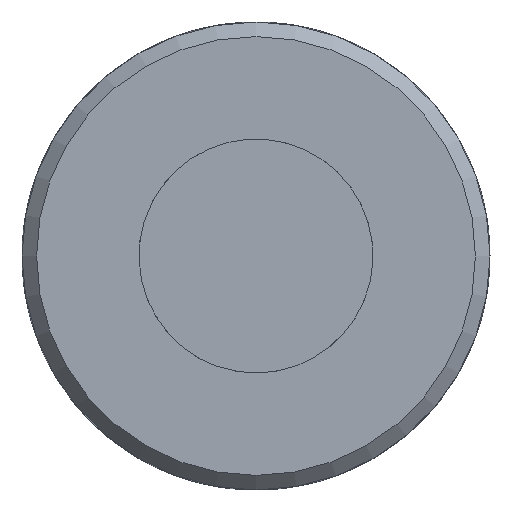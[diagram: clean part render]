
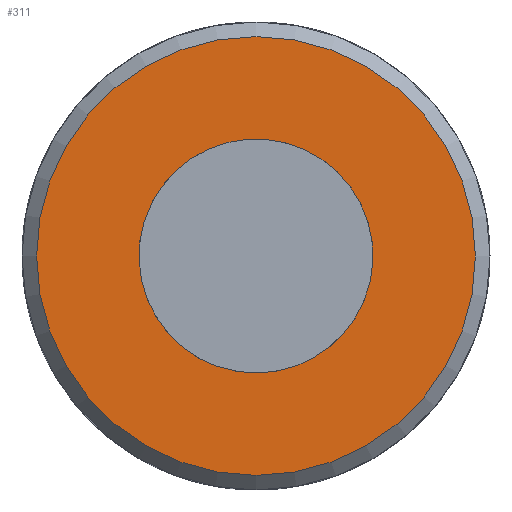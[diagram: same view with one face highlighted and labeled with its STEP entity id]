
A CAD part, left-side view. The second image highlights one B-rep face of the part: STEP entity #311.
In plain terms, the highlighted planar face has unit normal (-1, 0, 0).
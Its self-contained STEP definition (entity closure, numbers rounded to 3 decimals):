
#311 = ADVANCED_FACE( '', ( #614, #615 ), #616, .F. );
#614 = FACE_OUTER_BOUND( '', #900, .T. );
#615 = FACE_BOUND( '', #901, .T. );
#616 = PLANE( '', #902 );
#900 = EDGE_LOOP( '', ( #1447 ) );
#901 = EDGE_LOOP( '', ( #1448 ) );
#902 = AXIS2_PLACEMENT_3D( '', #1449, #1450, #1451 );
#1447 = ORIENTED_EDGE( '', *, *, #1659, .F. );
#1448 = ORIENTED_EDGE( '', *, *, #1675, .T. );
#1449 = CARTESIAN_POINT( '', ( 0., 0., 0. ) );
#1450 = DIRECTION( '', ( 1., 0., 0. ) );
#1451 = DIRECTION( '', ( 0., 0., -1. ) );
#1659 = EDGE_CURVE( '', #1961, #1961, #1962, .T. );
#1675 = EDGE_CURVE( '', #1983, #1983, #1984, .T. );
#1961 = VERTEX_POINT( '', #3130 );
#1962 = CIRCLE( '', #3131, 15. );
#1983 = VERTEX_POINT( '', #3160 );
#1984 = CIRCLE( '', #3161, 8. );
#3130 = CARTESIAN_POINT( '', ( 0., 0., -15. ) );
#3131 = AXIS2_PLACEMENT_3D( '', #3641, #3642, #3643 );
#3160 = CARTESIAN_POINT( '', ( 0., 0., -8. ) );
#3161 = AXIS2_PLACEMENT_3D( '', #3655, #3656, #3657 );
#3641 = CARTESIAN_POINT( '', ( 0., 0., 0. ) );
#3642 = DIRECTION( '', ( 1., 0., 0. ) );
#3643 = DIRECTION( '', ( 0., 0., -1. ) );
#3655 = CARTESIAN_POINT( '', ( 0., 0., 0. ) );
#3656 = DIRECTION( '', ( 1., 0., 0. ) );
#3657 = DIRECTION( '', ( 0., 0., -1. ) );
